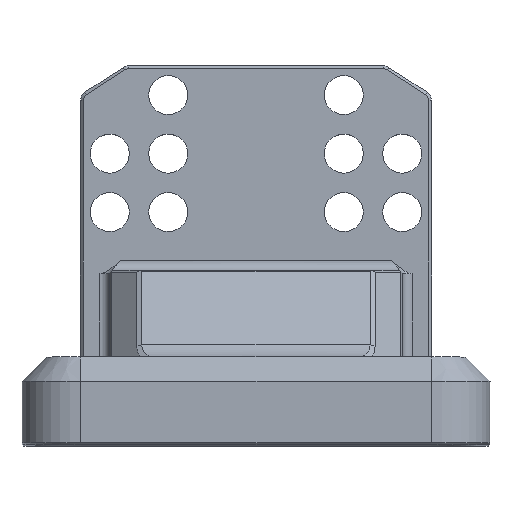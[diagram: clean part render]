
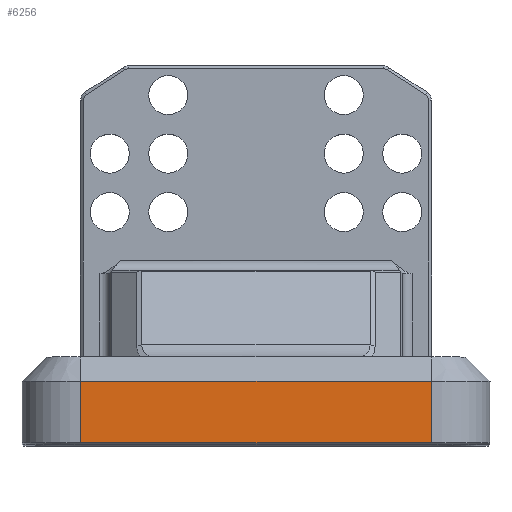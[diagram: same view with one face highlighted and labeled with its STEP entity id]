
A CAD part, top view. The second image highlights one B-rep face of the part: STEP entity #6256.
In plain terms, the highlighted planar face has unit normal (0, 0, 1).
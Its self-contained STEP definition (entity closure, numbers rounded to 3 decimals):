
#336 = CARTESIAN_POINT ( 'NONE',  ( -24., 9., 72. ) ) ;
#683 = EDGE_CURVE ( 'NONE', #5568, #3039, #7329, .T. ) ;
#970 = EDGE_CURVE ( 'NONE', #10291, #7474, #7736, .T. ) ;
#1117 = EDGE_CURVE ( 'NONE', #7474, #5568, #7967, .T. ) ;
#1141 = VECTOR ( 'NONE', #2419, 1000. ) ;
#1173 = CARTESIAN_POINT ( 'NONE',  ( -18., 0.2, 72. ) ) ;
#1305 = CARTESIAN_POINT ( 'NONE',  ( -18., 9., 72. ) ) ;
#1322 = VECTOR ( 'NONE', #10696, 1000. ) ;
#1406 = PLANE ( 'NONE',  #11532 ) ;
#1703 = ORIENTED_EDGE ( 'NONE', *, *, #1117, .F. ) ;
#1988 = EDGE_LOOP ( 'NONE', ( #9383, #5804, #1703, #2190 ) ) ;
#2190 = ORIENTED_EDGE ( 'NONE', *, *, #970, .F. ) ;
#2419 = DIRECTION ( 'NONE',  ( 1., 0., 0. ) ) ;
#3039 = VERTEX_POINT ( 'NONE', #1173 ) ;
#3423 = VECTOR ( 'NONE', #6845, 1000. ) ;
#4147 = VECTOR ( 'NONE', #7981, 1000. ) ;
#4289 = CARTESIAN_POINT ( 'NONE',  ( 18., 6.5, 72. ) ) ;
#5568 = VERTEX_POINT ( 'NONE', #8090 ) ;
#5764 = EDGE_CURVE ( 'NONE', #10291, #3039, #9631, .T. ) ;
#5804 = ORIENTED_EDGE ( 'NONE', *, *, #683, .F. ) ;
#6256 = ADVANCED_FACE ( 'NONE', ( #7596 ), #1406, .T. ) ;
#6404 = CARTESIAN_POINT ( 'NONE',  ( -18., 6.5, 72. ) ) ;
#6845 = DIRECTION ( 'NONE',  ( 0., -1., 0. ) ) ;
#7086 = CARTESIAN_POINT ( 'NONE',  ( 18., 20.732, 72. ) ) ;
#7329 = LINE ( 'NONE', #10054, #4147 ) ;
#7474 = VERTEX_POINT ( 'NONE', #4289 ) ;
#7596 = FACE_OUTER_BOUND ( 'NONE', #1988, .T. ) ;
#7736 = LINE ( 'NONE', #11355, #1141 ) ;
#7967 = LINE ( 'NONE', #7086, #1322 ) ;
#7981 = DIRECTION ( 'NONE',  ( -1., 0., 0. ) ) ;
#8090 = CARTESIAN_POINT ( 'NONE',  ( 18., 0.2, 72. ) ) ;
#8494 = DIRECTION ( 'NONE',  ( 0., 0., 1. ) ) ;
#8905 = DIRECTION ( 'NONE',  ( 1., 0., 0. ) ) ;
#9383 = ORIENTED_EDGE ( 'NONE', *, *, #5764, .T. ) ;
#9631 = LINE ( 'NONE', #1305, #3423 ) ;
#10054 = CARTESIAN_POINT ( 'NONE',  ( 0., 0.2, 72. ) ) ;
#10291 = VERTEX_POINT ( 'NONE', #6404 ) ;
#10696 = DIRECTION ( 'NONE',  ( 0., -1., 0. ) ) ;
#11355 = CARTESIAN_POINT ( 'NONE',  ( 0., 6.5, 72. ) ) ;
#11532 = AXIS2_PLACEMENT_3D ( 'NONE', #336, #8494, #8905 ) ;
